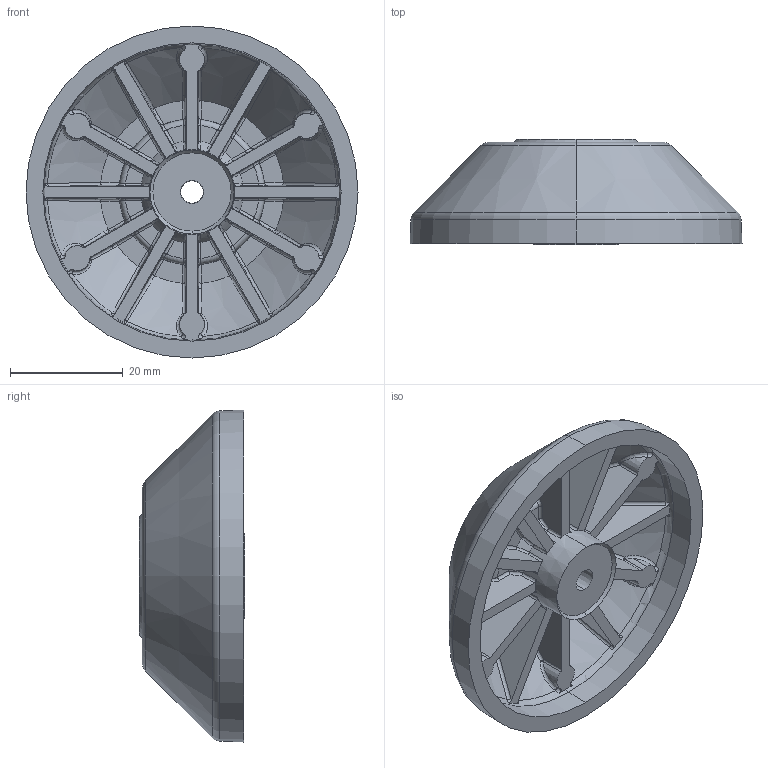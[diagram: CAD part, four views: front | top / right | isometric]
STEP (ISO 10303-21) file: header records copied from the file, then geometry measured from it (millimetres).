
FILE_DESCRIPTION (( 'STEP AP214' ), '1' );
FILE_NAME ('098di060zs.STEP', '2014-08-11T13:42:20', ( '' ), ( '' ), 'SwSTEP 2.0', 'SolidWorks 2014', '' );
FILE_SCHEMA (( 'AUTOMOTIVE_DESIGN' ));
Length unit declared in the file: millimetre
Products named in the file (1): 098di060zs
Bounding box: 59 x 18.75 x 59 mm (x, y, z)
Volume: 14816.7 mm3; surface area: 11936.7 mm2
Topology: 1 solids, 1 shells, 380 faces, 1008 edges, 632 vertices
Faces by surface type: bspline 144, plane 64, cone 56, cylinder 48, torus 42, sphere 26
Entity records: 15696 total; most frequent: CARTESIAN_POINT 7647, ORIENTED_EDGE 2016, DIRECTION 1262, EDGE_CURVE 1008, VERTEX_POINT 632, AXIS2_PLACEMENT_3D 561, B_SPLINE_CURVE_WITH_KNOTS 544, EDGE_LOOP 384
